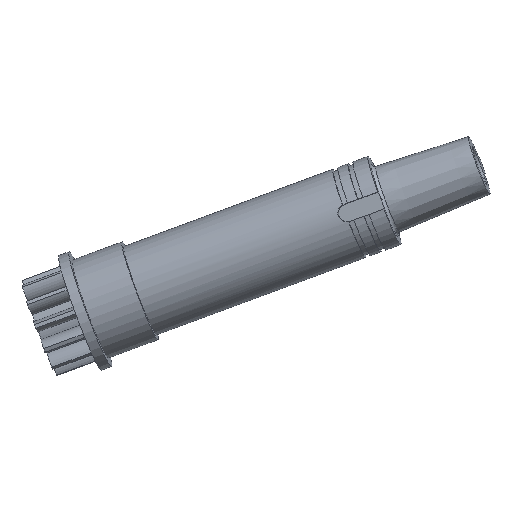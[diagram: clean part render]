
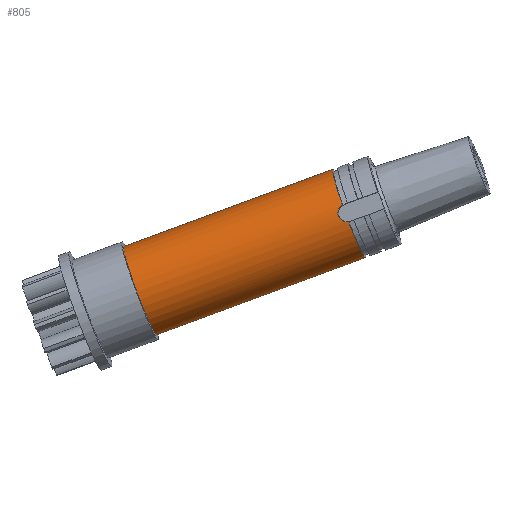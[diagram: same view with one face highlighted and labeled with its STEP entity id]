
A CAD part, left-side view. The second image highlights one B-rep face of the part: STEP entity #805.
In plain terms, the highlighted cylindrical face has radius 13 mm (diameter 26 mm), a partial arc.
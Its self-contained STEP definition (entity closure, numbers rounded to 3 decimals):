
#42 = CARTESIAN_POINT ( 'NONE',  ( -2.177, -31.946, 11.625 ) ) ;
#58 = EDGE_CURVE ( 'NONE', #526, #480, #1678, .T. ) ;
#88 = CARTESIAN_POINT ( 'NONE',  ( -14.864, -29.036, 12.831 ) ) ;
#140 = CARTESIAN_POINT ( 'NONE',  ( -2.177, -36.452, -0.57 ) ) ;
#250 = DIRECTION ( 'NONE',  ( 0., -0.347, -0.938 ) ) ;
#300 = DIRECTION ( 'NONE',  ( -0.074, -0.935, 0.346 ) ) ;
#312 = VECTOR ( 'NONE', #300, 1000. ) ;
#318 = CARTESIAN_POINT ( 'NONE',  ( -14.982, -28.959, 10.861 ) ) ;
#329 = LINE ( 'NONE', #1543, #312 ) ;
#412 = AXIS2_PLACEMENT_3D ( 'NONE', #762, #808, #3064 ) ;
#448 = LINE ( 'NONE', #2773, #2791 ) ;
#467 = DIRECTION ( 'NONE',  ( 0., -0.347, -0.938 ) ) ;
#470 = DIRECTION ( 'NONE',  ( 0., -0.347, -0.938 ) ) ;
#480 = VERTEX_POINT ( 'NONE', #1492 ) ;
#526 = VERTEX_POINT ( 'NONE', #2689 ) ;
#551 = EDGE_CURVE ( 'NONE', #2168, #1128, #922, .T. ) ;
#621 = CARTESIAN_POINT ( 'NONE',  ( -14.951, -28.8, 11.579 ) ) ;
#632 = DIRECTION ( 'NONE',  ( -0.074, -0.935, 0.346 ) ) ;
#695 = CARTESIAN_POINT ( 'NONE',  ( -14.816, -29.697, 13.721 ) ) ;
#700 = VERTEX_POINT ( 'NONE', #140 ) ;
#732 = CARTESIAN_POINT ( 'NONE',  ( -14.926, -28.802, 11.983 ) ) ;
#762 = CARTESIAN_POINT ( 'NONE',  ( -2.177, -31.946, 11.625 ) ) ;
#805 = ADVANCED_FACE ( 'NONE', ( #1919 ), #3707, .T. ) ;
#808 = DIRECTION ( 'NONE',  ( -0.074, -0.935, 0.346 ) ) ;
#898 = CARTESIAN_POINT ( 'NONE',  ( -14.958, -30.334, 9.43 ) ) ;
#917 = CIRCLE ( 'NONE', #412, 13. ) ;
#918 = CARTESIAN_POINT ( 'NONE',  ( -14.939, -28.801, 11.763 ) ) ;
#919 = CARTESIAN_POINT ( 'NONE',  ( -14.989, -29.213, 10.371 ) ) ;
#922 = B_SPLINE_CURVE_WITH_KNOTS ( 'NONE', 3,
 ( #3277, #1476, #2613, #1189, #3489, #898, #2053, #3203, #1773, #919, #2913, #318, #3505, #2075, #621, #2200 ),
 .UNSPECIFIED., .F., .F.,
 ( 4, 2, 2, 2, 2, 2, 2, 4 ),
 ( 0., 0.001, 0.001, 0.002, 0.003, 0.003, 0.004, 0.004 ),
 .UNSPECIFIED. ) ;
#943 = EDGE_LOOP ( 'NONE', ( #2888, #3697, #2994, #1115, #3439, #1235, #3249 ) ) ;
#963 = CARTESIAN_POINT ( 'NONE',  ( -14.827, -29.373, 13.401 ) ) ;
#1115 = ORIENTED_EDGE ( 'NONE', *, *, #3048, .F. ) ;
#1118 = EDGE_CURVE ( 'NONE', #1530, #526, #329, .T. ) ;
#1128 = VERTEX_POINT ( 'NONE', #918 ) ;
#1189 = CARTESIAN_POINT ( 'NONE',  ( -14.95, -31.054, 9.269 ) ) ;
#1235 = ORIENTED_EDGE ( 'NONE', *, *, #2511, .T. ) ;
#1258 = EDGE_CURVE ( 'NONE', #2974, #700, #448, .T. ) ;
#1312 = CARTESIAN_POINT ( 'NONE',  ( -14.91, -28.832, 12.201 ) ) ;
#1476 = CARTESIAN_POINT ( 'NONE',  ( -14.959, -31.603, 9.273 ) ) ;
#1492 = CARTESIAN_POINT ( 'NONE',  ( -14.833, -30.085, 13.94 ) ) ;
#1525 = CIRCLE ( 'NONE', #2477, 13. ) ;
#1530 = VERTEX_POINT ( 'NONE', #3175 ) ;
#1543 = CARTESIAN_POINT ( 'NONE',  ( 2.431, 30.55, 2.391 ) ) ;
#1593 = CARTESIAN_POINT ( 'NONE',  ( -14.879, -28.95, 12.629 ) ) ;
#1678 = CIRCLE ( 'NONE', #3428, 13. ) ;
#1773 = CARTESIAN_POINT ( 'NONE',  ( -14.986, -29.44, 10.081 ) ) ;
#1903 = CARTESIAN_POINT ( 'NONE',  ( -14.939, -28.801, 11.763 ) ) ;
#1919 = FACE_OUTER_BOUND ( 'NONE', #943, .T. ) ;
#2053 = CARTESIAN_POINT ( 'NONE',  ( -14.971, -29.997, 9.6 ) ) ;
#2075 = CARTESIAN_POINT ( 'NONE',  ( -14.961, -28.82, 11.393 ) ) ;
#2161 = DIRECTION ( 'NONE',  ( -0.074, -0.935, 0.346 ) ) ;
#2168 = VERTEX_POINT ( 'NONE', #2812 ) ;
#2200 = CARTESIAN_POINT ( 'NONE',  ( -14.939, -28.801, 11.763 ) ) ;
#2477 = AXIS2_PLACEMENT_3D ( 'NONE', #2771, #2531, #467 ) ;
#2511 = EDGE_CURVE ( 'NONE', #1128, #480, #3437, .T. ) ;
#2531 = DIRECTION ( 'NONE',  ( -0.074, -0.935, 0.346 ) ) ;
#2534 = CARTESIAN_POINT ( 'NONE',  ( 2.431, 26.044, -9.803 ) ) ;
#2613 = CARTESIAN_POINT ( 'NONE',  ( -14.954, -31.42, 9.259 ) ) ;
#2669 = EDGE_CURVE ( 'NONE', #1530, #2974, #1525, .T. ) ;
#2689 = CARTESIAN_POINT ( 'NONE',  ( -2.177, -27.44, 23.819 ) ) ;
#2771 = CARTESIAN_POINT ( 'NONE',  ( 2.42, 25.91, -9.753 ) ) ;
#2773 = CARTESIAN_POINT ( 'NONE',  ( 2.431, 21.538, -21.997 ) ) ;
#2791 = VECTOR ( 'NONE', #2161, 1000. ) ;
#2812 = CARTESIAN_POINT ( 'NONE',  ( -14.968, -31.785, 9.309 ) ) ;
#2888 = ORIENTED_EDGE ( 'NONE', *, *, #1118, .F. ) ;
#2913 = CARTESIAN_POINT ( 'NONE',  ( -14.988, -29.117, 10.526 ) ) ;
#2974 = VERTEX_POINT ( 'NONE', #2993 ) ;
#2993 = CARTESIAN_POINT ( 'NONE',  ( 2.42, 21.404, -21.947 ) ) ;
#2994 = ORIENTED_EDGE ( 'NONE', *, *, #1258, .T. ) ;
#3048 = EDGE_CURVE ( 'NONE', #2168, #700, #917, .T. ) ;
#3049 = CARTESIAN_POINT ( 'NONE',  ( -14.833, -30.085, 13.94 ) ) ;
#3064 = DIRECTION ( 'NONE',  ( 0., -0.347, -0.938 ) ) ;
#3072 = DIRECTION ( 'NONE',  ( -0.074, -0.935, 0.346 ) ) ;
#3175 = CARTESIAN_POINT ( 'NONE',  ( 2.42, 30.415, 2.441 ) ) ;
#3203 = CARTESIAN_POINT ( 'NONE',  ( -14.983, -29.571, 9.948 ) ) ;
#3249 = ORIENTED_EDGE ( 'NONE', *, *, #58, .F. ) ;
#3277 = CARTESIAN_POINT ( 'NONE',  ( -14.968, -31.785, 9.309 ) ) ;
#3428 = AXIS2_PLACEMENT_3D ( 'NONE', #42, #632, #250 ) ;
#3437 = B_SPLINE_CURVE_WITH_KNOTS ( 'NONE', 3,
 ( #1903, #732, #1312, #1593, #88, #963, #695, #3049 ),
 .UNSPECIFIED., .F., .F.,
 ( 4, 2, 2, 4 ),
 ( 0.004, 0.005, 0.006, 0.007 ),
 .UNSPECIFIED. ) ;
#3439 = ORIENTED_EDGE ( 'NONE', *, *, #551, .T. ) ;
#3474 = AXIS2_PLACEMENT_3D ( 'NONE', #2534, #3072, #470 ) ;
#3489 = CARTESIAN_POINT ( 'NONE',  ( -14.951, -30.868, 9.295 ) ) ;
#3505 = CARTESIAN_POINT ( 'NONE',  ( -14.976, -28.899, 11.036 ) ) ;
#3697 = ORIENTED_EDGE ( 'NONE', *, *, #2669, .T. ) ;
#3707 = CYLINDRICAL_SURFACE ( 'NONE', #3474, 13. ) ;
